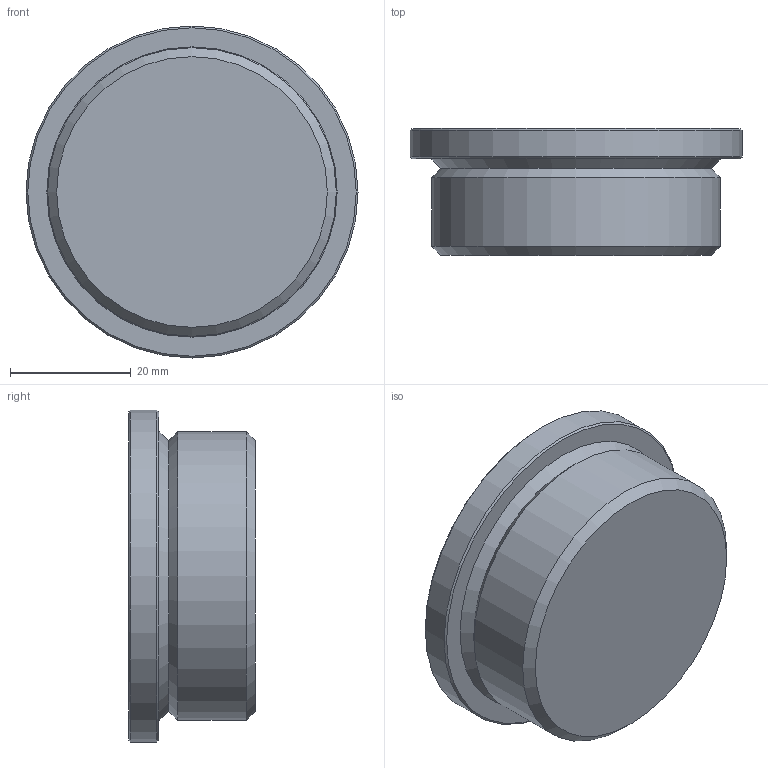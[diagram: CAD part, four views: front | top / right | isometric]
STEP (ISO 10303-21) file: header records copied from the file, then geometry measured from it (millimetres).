
FILE_DESCRIPTION( ( 'STEP AP214' ), '1' );
FILE_NAME( 'K1130.10112.stp', '2020-12-10T10:18:55', ( '' ), ( '' ), ' ', 'PARTsolutions', ' ' );
FILE_SCHEMA( ( 'AUTOMOTIVE_DESIGN { 1 0 10303 214 1 1 1 1 }' ) );
Length unit declared in the file: millimetre
Products named in the file (1): _K1130.10112
Bounding box: 55 x 21 x 55 mm (x, y, z)
Volume: 33693.7 mm3; surface area: 8893.4 mm2
Topology: 1 solids, 1 shells, 36 faces, 73 edges, 41 vertices
Faces by surface type: plane 22, cone 12, cylinder 2
Full cylindrical faces by diameter (mm): 47.803 x1, 55 x1
Entity records: 1188 total; most frequent: CARTESIAN_POINT 177, DIRECTION 154, ORIENTED_EDGE 128, AXIS2_PLACEMENT_3D 65, EDGE_CURVE 64, EDGE_LOOP 46, VERTEX_POINT 40, FACE_OUTER_BOUND 38
